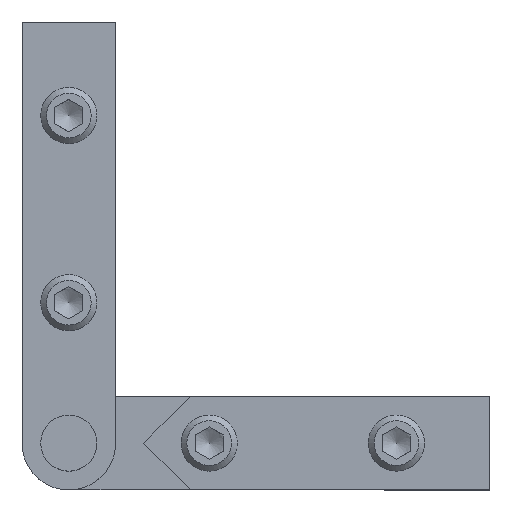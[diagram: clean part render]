
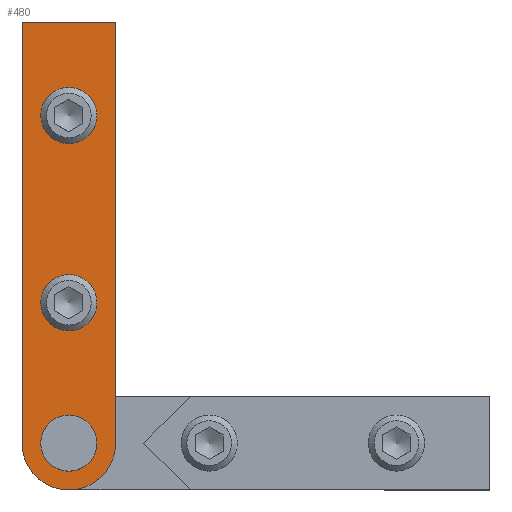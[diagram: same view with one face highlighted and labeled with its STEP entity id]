
A CAD part, top view. The second image highlights one B-rep face of the part: STEP entity #480.
In plain terms, the highlighted face is planar.
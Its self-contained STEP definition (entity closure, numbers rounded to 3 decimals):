
#133=CARTESIAN_POINT('',(12.542,0.,0.0));
#134=VERTEX_POINT('',#133);
#135=CARTESIAN_POINT('',(15.0,0.,0.0));
#136=DIRECTION('',(0.0,0.0,1.0));
#137=DIRECTION('',(1.0,0.0,0.0));
#138=AXIS2_PLACEMENT_3D('',#135,#136,#137);
#139=CIRCLE('',#138,2.459);
#140=EDGE_CURVE('',#134,#134,#139,.T.);
#182=CARTESIAN_POINT('',(32.541,0.,0.0));
#183=VERTEX_POINT('',#182);
#184=CARTESIAN_POINT('',(35.0,0.,0.0));
#185=DIRECTION('',(0.0,0.0,1.0));
#186=DIRECTION('',(1.0,0.0,0.0));
#187=AXIS2_PLACEMENT_3D('',#184,#185,#186);
#188=CIRCLE('',#187,2.459);
#189=EDGE_CURVE('',#183,#183,#188,.T.);
#327=CARTESIAN_POINT('',(0.,-5.,0.0));
#328=VERTEX_POINT('',#327);
#335=CARTESIAN_POINT('',(45.0,-5.,0.0));
#336=VERTEX_POINT('',#335);
#337=CARTESIAN_POINT('',(0.0,-5.,0.0));
#338=DIRECTION('',(1.0,0.0,0.0));
#339=VECTOR('',#338,45.0);
#340=LINE('',#337,#339);
#341=EDGE_CURVE('',#328,#336,#340,.T.);
#366=CARTESIAN_POINT('',(0.0,5.,0.0));
#367=VERTEX_POINT('',#366);
#374=CARTESIAN_POINT('',(0.0,0.0,0.0));
#375=DIRECTION('',(0.0,0.0,1.0));
#376=DIRECTION('',(0.0,1.0,0.0));
#377=AXIS2_PLACEMENT_3D('',#374,#375,#376);
#378=CIRCLE('',#377,5.);
#379=EDGE_CURVE('',#367,#328,#378,.T.);
#393=CARTESIAN_POINT('',(2.0,0.,0.0));
#394=VERTEX_POINT('',#393);
#395=CARTESIAN_POINT('',(0.0,0.0,0.0));
#396=DIRECTION('',(0.0,0.0,1.0));
#397=DIRECTION('',(-1.0,0.0,0.0));
#398=AXIS2_PLACEMENT_3D('',#395,#396,#397);
#399=CIRCLE('',#398,2.0);
#400=EDGE_CURVE('',#394,#394,#399,.T.);
#419=CARTESIAN_POINT('',(45.0,5.,0.0));
#420=VERTEX_POINT('',#419);
#427=CARTESIAN_POINT('',(45.0,5.,0.0));
#428=DIRECTION('',(-1.0,0.0,0.0));
#429=VECTOR('',#428,45.0);
#430=LINE('',#427,#429);
#431=EDGE_CURVE('',#420,#367,#430,.T.);
#450=CARTESIAN_POINT('',(45.0,-5.,0.0));
#451=DIRECTION('',(0.0,1.0,0.0));
#452=VECTOR('',#451,10.);
#453=LINE('',#450,#452);
#454=EDGE_CURVE('',#336,#420,#453,.T.);
#460=CARTESIAN_POINT('',(21.,0.,0.0));
#461=DIRECTION('',(0.0,0.0,1.0));
#462=DIRECTION('',(1.0,0.0,0.0));
#463=AXIS2_PLACEMENT_3D('',#460,#461,#462);
#464=PLANE('',#463);
#465=ORIENTED_EDGE('',*,*,#379,.F.);
#466=ORIENTED_EDGE('',*,*,#431,.F.);
#467=ORIENTED_EDGE('',*,*,#454,.F.);
#468=ORIENTED_EDGE('',*,*,#341,.F.);
#469=EDGE_LOOP('',(#465,#466,#467,#468));
#470=FACE_OUTER_BOUND('',#469,.T.);
#471=ORIENTED_EDGE('',*,*,#140,.T.);
#472=EDGE_LOOP('',(#471));
#473=FACE_BOUND('',#472,.T.);
#474=ORIENTED_EDGE('',*,*,#189,.T.);
#475=EDGE_LOOP('',(#474));
#476=FACE_BOUND('',#475,.T.);
#477=ORIENTED_EDGE('',*,*,#400,.T.);
#478=EDGE_LOOP('',(#477));
#479=FACE_BOUND('',#478,.T.);
#480=ADVANCED_FACE('',(#470,#473,#476,#479),#464,.F.);
